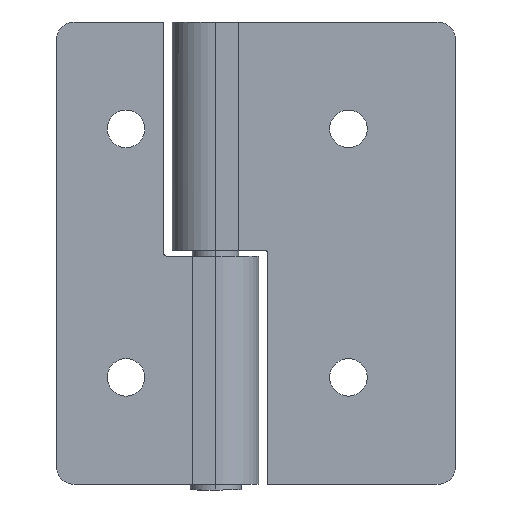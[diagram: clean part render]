
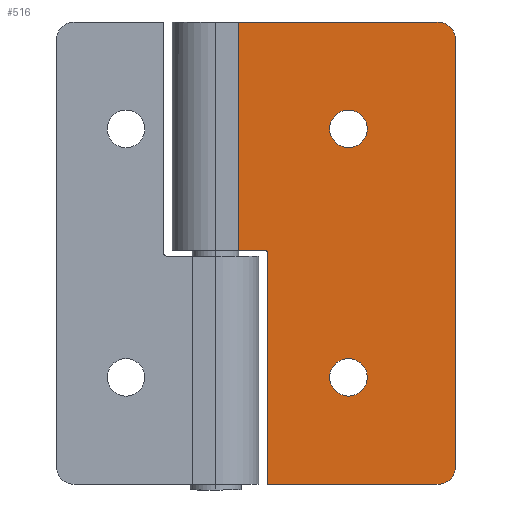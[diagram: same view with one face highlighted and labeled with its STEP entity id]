
A CAD part, front view. The second image highlights one B-rep face of the part: STEP entity #516.
In plain terms, the highlighted planar face has unit normal (0, -1, 0).
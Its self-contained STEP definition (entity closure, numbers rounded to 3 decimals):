
#9 = VERTEX_POINT ( 'NONE', #430 ) ;
#33 = DIRECTION ( 'NONE',  ( 0., 0., -1. ) ) ;
#97 = CARTESIAN_POINT ( 'NONE',  ( 41.5, -8.1, 0.5 ) ) ;
#183 = EDGE_LOOP ( 'NONE', ( #1630, #2744, #2639, #1762, #2349, #2931, #2442, #2952, #1347 ) ) ;
#226 = CIRCLE ( 'NONE', #807, 3.25 ) ;
#256 = EDGE_CURVE ( 'NONE', #611, #479, #1612, .T. ) ;
#265 = CIRCLE ( 'NONE', #898, 3.25 ) ;
#271 = LINE ( 'NONE', #2546, #503 ) ;
#278 = DIRECTION ( 'NONE',  ( 0., 1., 0. ) ) ;
#282 = VERTEX_POINT ( 'NONE', #2871 ) ;
#284 = DIRECTION ( 'NONE',  ( 0., 0., 1. ) ) ;
#302 = LINE ( 'NONE', #3291, #2275 ) ;
#344 = VECTOR ( 'NONE', #1947, 1000. ) ;
#375 = CARTESIAN_POINT ( 'NONE',  ( 4., -8.1, 0.5 ) ) ;
#378 = DIRECTION ( 'NONE',  ( 0., 0., 1. ) ) ;
#399 = EDGE_CURVE ( 'NONE', #927, #1741, #302, .T. ) ;
#424 = DIRECTION ( 'NONE',  ( 0., 0., 1. ) ) ;
#430 = CARTESIAN_POINT ( 'NONE',  ( 4., -8.1, 0.5 ) ) ;
#438 = CARTESIAN_POINT ( 'NONE',  ( 23., -8.1, -21.5 ) ) ;
#446 = LINE ( 'NONE', #97, #2387 ) ;
#478 = CARTESIAN_POINT ( 'NONE',  ( 23., -8.1, -21.5 ) ) ;
#479 = VERTEX_POINT ( 'NONE', #1336 ) ;
#488 = CIRCLE ( 'NONE', #3282, 0.5 ) ;
#503 = VECTOR ( 'NONE', #2209, 1000. ) ;
#516 = ADVANCED_FACE ( 'NONE', ( #1109, #845, #675 ), #2853, .F. ) ;
#598 = EDGE_CURVE ( 'NONE', #1896, #927, #1095, .T. ) ;
#611 = VERTEX_POINT ( 'NONE', #2932 ) ;
#618 = CARTESIAN_POINT ( 'NONE',  ( 38.5, -8.1, 37. ) ) ;
#627 = DIRECTION ( 'NONE',  ( 0., 0., 1. ) ) ;
#668 = DIRECTION ( 'NONE',  ( 0., 0., 1. ) ) ;
#675 = FACE_OUTER_BOUND ( 'NONE', #183, .T. ) ;
#727 = DIRECTION ( 'NONE',  ( 0., -1., 0. ) ) ;
#807 = AXIS2_PLACEMENT_3D ( 'NONE', #1343, #1023, #668 ) ;
#820 = VERTEX_POINT ( 'NONE', #926 ) ;
#845 = FACE_BOUND ( 'NONE', #1543, .T. ) ;
#898 = AXIS2_PLACEMENT_3D ( 'NONE', #438, #3078, #2715 ) ;
#926 = CARTESIAN_POINT ( 'NONE',  ( 23., -8.1, -24.75 ) ) ;
#927 = VERTEX_POINT ( 'NONE', #1037 ) ;
#938 = DIRECTION ( 'NONE',  ( -1., 0., 0. ) ) ;
#986 = DIRECTION ( 'NONE',  ( 0., 1., 0. ) ) ;
#1016 = ORIENTED_EDGE ( 'NONE', *, *, #1370, .T. ) ;
#1023 = DIRECTION ( 'NONE',  ( 0., 1., 0. ) ) ;
#1031 = AXIS2_PLACEMENT_3D ( 'NONE', #2513, #278, #424 ) ;
#1037 = CARTESIAN_POINT ( 'NONE',  ( 38.5, -8.1, 40. ) ) ;
#1042 = CARTESIAN_POINT ( 'NONE',  ( 9., -8.1, 0. ) ) ;
#1051 = CIRCLE ( 'NONE', #2656, 3.25 ) ;
#1069 = CARTESIAN_POINT ( 'NONE',  ( 38.5, -8.1, -37. ) ) ;
#1095 = CIRCLE ( 'NONE', #3316, 3. ) ;
#1109 = FACE_BOUND ( 'NONE', #1809, .T. ) ;
#1177 = CARTESIAN_POINT ( 'NONE',  ( 23., -8.1, 24.75 ) ) ;
#1191 = EDGE_CURVE ( 'NONE', #282, #820, #1906, .T. ) ;
#1222 = AXIS2_PLACEMENT_3D ( 'NONE', #1069, #727, #378 ) ;
#1280 = CARTESIAN_POINT ( 'NONE',  ( 9., -8.1, -40. ) ) ;
#1314 = CARTESIAN_POINT ( 'NONE',  ( 8.5, -8.1, 0. ) ) ;
#1336 = CARTESIAN_POINT ( 'NONE',  ( 9., -8.1, -40. ) ) ;
#1343 = CARTESIAN_POINT ( 'NONE',  ( 23., -8.1, 21.5 ) ) ;
#1347 = ORIENTED_EDGE ( 'NONE', *, *, #1941, .F. ) ;
#1370 = EDGE_CURVE ( 'NONE', #820, #282, #265, .T. ) ;
#1503 = DIRECTION ( 'NONE',  ( 0., 0., 1. ) ) ;
#1542 = EDGE_CURVE ( 'NONE', #2991, #2792, #488, .T. ) ;
#1543 = EDGE_LOOP ( 'NONE', ( #2811, #1016 ) ) ;
#1556 = DIRECTION ( 'NONE',  ( 0., -1., 0. ) ) ;
#1612 = LINE ( 'NONE', #1280, #3253 ) ;
#1630 = ORIENTED_EDGE ( 'NONE', *, *, #256, .F. ) ;
#1644 = EDGE_CURVE ( 'NONE', #9, #2991, #446, .T. ) ;
#1703 = EDGE_CURVE ( 'NONE', #611, #2283, #2747, .T. ) ;
#1741 = VERTEX_POINT ( 'NONE', #2834 ) ;
#1756 = DIRECTION ( 'NONE',  ( 0., 0., 1. ) ) ;
#1762 = ORIENTED_EDGE ( 'NONE', *, *, #598, .T. ) ;
#1809 = EDGE_LOOP ( 'NONE', ( #1831, #2916 ) ) ;
#1831 = ORIENTED_EDGE ( 'NONE', *, *, #3181, .T. ) ;
#1842 = DIRECTION ( 'NONE',  ( 0., 1., 0. ) ) ;
#1862 = VERTEX_POINT ( 'NONE', #1177 ) ;
#1896 = VERTEX_POINT ( 'NONE', #2778 ) ;
#1906 = CIRCLE ( 'NONE', #2140, 3.25 ) ;
#1941 = EDGE_CURVE ( 'NONE', #479, #2792, #2619, .T. ) ;
#1947 = DIRECTION ( 'NONE',  ( 0., 0., 1. ) ) ;
#2017 = VECTOR ( 'NONE', #33, 1000. ) ;
#2083 = DIRECTION ( 'NONE',  ( 0., 1., 0. ) ) ;
#2140 = AXIS2_PLACEMENT_3D ( 'NONE', #478, #2083, #1756 ) ;
#2164 = EDGE_CURVE ( 'NONE', #1741, #9, #3092, .T. ) ;
#2166 = CARTESIAN_POINT ( 'NONE',  ( 23., -8.1, 21.5 ) ) ;
#2172 = CARTESIAN_POINT ( 'NONE',  ( 23., -8.1, 18.25 ) ) ;
#2209 = DIRECTION ( 'NONE',  ( 0., 0., 1. ) ) ;
#2269 = CARTESIAN_POINT ( 'NONE',  ( 9., -8.1, -40. ) ) ;
#2275 = VECTOR ( 'NONE', #2927, 1000. ) ;
#2283 = VERTEX_POINT ( 'NONE', #2846 ) ;
#2291 = VERTEX_POINT ( 'NONE', #2172 ) ;
#2349 = ORIENTED_EDGE ( 'NONE', *, *, #399, .T. ) ;
#2387 = VECTOR ( 'NONE', #3081, 1000. ) ;
#2442 = ORIENTED_EDGE ( 'NONE', *, *, #1644, .T. ) ;
#2481 = CARTESIAN_POINT ( 'NONE',  ( 8.5, -8.1, 0.5 ) ) ;
#2513 = CARTESIAN_POINT ( 'NONE',  ( 0., -8.1, 0. ) ) ;
#2546 = CARTESIAN_POINT ( 'NONE',  ( 41.5, -8.1, 40. ) ) ;
#2619 = LINE ( 'NONE', #2269, #344 ) ;
#2639 = ORIENTED_EDGE ( 'NONE', *, *, #2820, .T. ) ;
#2656 = AXIS2_PLACEMENT_3D ( 'NONE', #2166, #1842, #1503 ) ;
#2681 = EDGE_CURVE ( 'NONE', #2291, #1862, #226, .T. ) ;
#2715 = DIRECTION ( 'NONE',  ( 0., 0., 1. ) ) ;
#2744 = ORIENTED_EDGE ( 'NONE', *, *, #1703, .T. ) ;
#2747 = CIRCLE ( 'NONE', #1222, 3. ) ;
#2778 = CARTESIAN_POINT ( 'NONE',  ( 41.5, -8.1, 37. ) ) ;
#2792 = VERTEX_POINT ( 'NONE', #1042 ) ;
#2811 = ORIENTED_EDGE ( 'NONE', *, *, #1191, .T. ) ;
#2820 = EDGE_CURVE ( 'NONE', #2283, #1896, #271, .T. ) ;
#2834 = CARTESIAN_POINT ( 'NONE',  ( 4., -8.1, 40. ) ) ;
#2846 = CARTESIAN_POINT ( 'NONE',  ( 41.5, -8.1, -37. ) ) ;
#2853 = PLANE ( 'NONE',  #1031 ) ;
#2871 = CARTESIAN_POINT ( 'NONE',  ( 23., -8.1, -18.25 ) ) ;
#2916 = ORIENTED_EDGE ( 'NONE', *, *, #2681, .T. ) ;
#2927 = DIRECTION ( 'NONE',  ( -1., 0., 0. ) ) ;
#2931 = ORIENTED_EDGE ( 'NONE', *, *, #2164, .T. ) ;
#2932 = CARTESIAN_POINT ( 'NONE',  ( 38.5, -8.1, -40. ) ) ;
#2952 = ORIENTED_EDGE ( 'NONE', *, *, #1542, .T. ) ;
#2991 = VERTEX_POINT ( 'NONE', #2481 ) ;
#3078 = DIRECTION ( 'NONE',  ( 0., 1., 0. ) ) ;
#3081 = DIRECTION ( 'NONE',  ( 1., 0., 0. ) ) ;
#3092 = LINE ( 'NONE', #375, #2017 ) ;
#3181 = EDGE_CURVE ( 'NONE', #1862, #2291, #1051, .T. ) ;
#3253 = VECTOR ( 'NONE', #938, 1000. ) ;
#3282 = AXIS2_PLACEMENT_3D ( 'NONE', #1314, #986, #627 ) ;
#3291 = CARTESIAN_POINT ( 'NONE',  ( 4., -8.1, 40. ) ) ;
#3316 = AXIS2_PLACEMENT_3D ( 'NONE', #618, #1556, #284 ) ;
